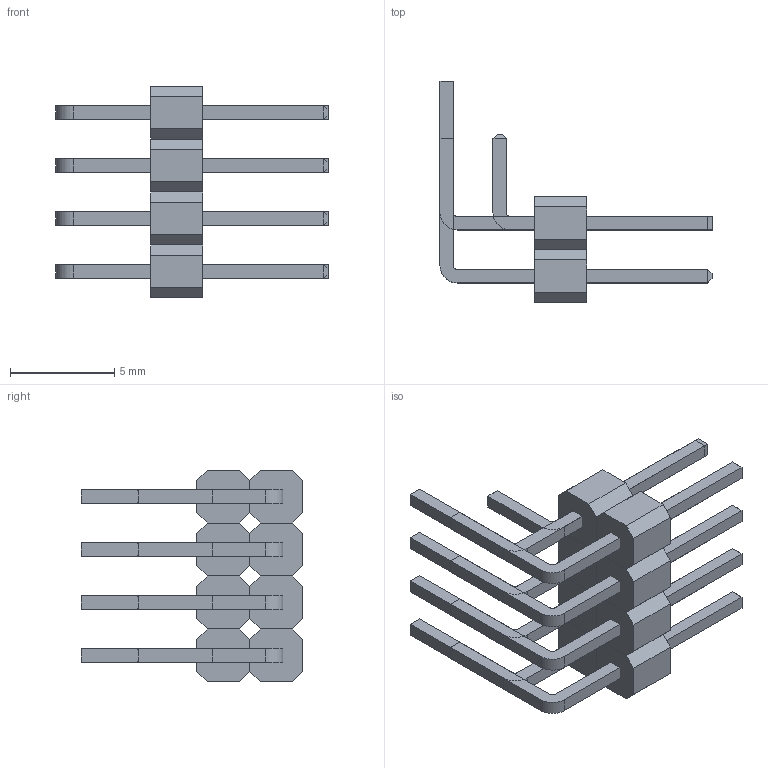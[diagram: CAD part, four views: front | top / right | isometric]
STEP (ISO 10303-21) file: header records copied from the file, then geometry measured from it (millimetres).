
FILE_DESCRIPTION (( 'STEP AP214' ), '1' );
FILE_NAME ('Button_switch_profil.STEP', '2015-01-22T23:23:50', ( 'Team' ), ( '' ), 'SwSTEP 2.0', 'SolidWorks 2012', '' );
FILE_SCHEMA (( 'AUTOMOTIVE_DESIGN' ));
Length unit declared in the file: millimetre
Products named in the file (4): Button_switch_profil; pld90_1_v3_Top; pls_2x1_90_v3; pld90_1_v3
Assembly tree (6 placements, depth 3):
  Button_switch_profil
    pls_2x1_90_v3  x4
      pld90_1_v3_Top
      pld90_1_v3
Bounding box: 13.04 x 10.62 x 10.16 mm (x, y, z)
Volume: 205 mm3; surface area: 820.2 mm2
Topology: 20 solids, 20 shells, 264 faces, 608 edges, 384 vertices
Faces by surface type: plane 240, cylinder 24
Entity records: 2007 total; most frequent: CARTESIAN_POINT 324, DIRECTION 316, ORIENTED_EDGE 304, EDGE_CURVE 152, VECTOR 140, LINE 140, VERTEX_POINT 96, AXIS2_PLACEMENT_3D 88
